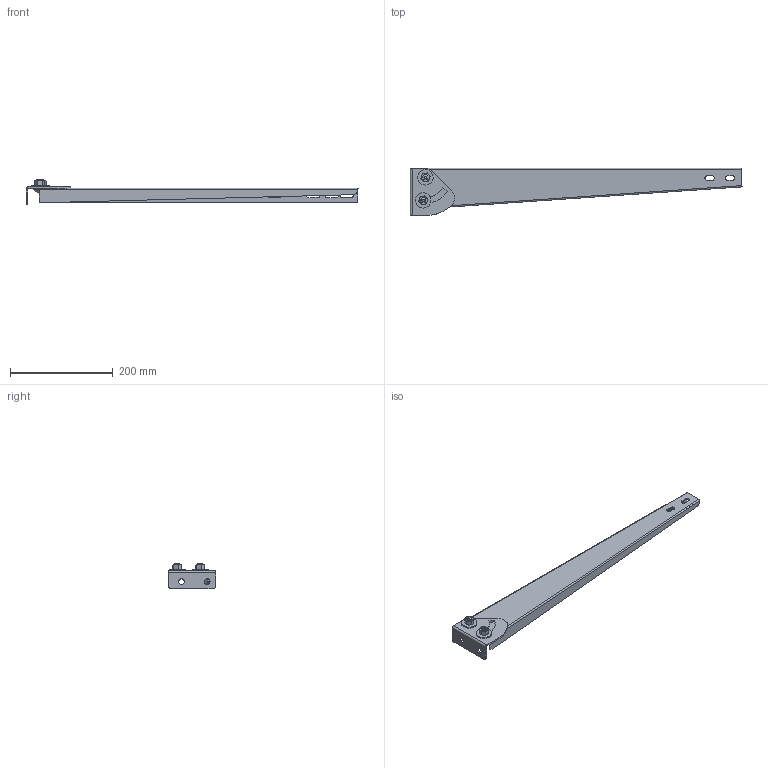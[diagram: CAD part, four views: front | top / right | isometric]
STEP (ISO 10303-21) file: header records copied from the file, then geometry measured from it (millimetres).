
FILE_DESCRIPTION(/* description */ (''),/* implementation_level */ '2;1');
FILE_NAME(/* name */ 'WU WUO600.stp',/* time_stamp */ '2020-11-18T12:30:22+01:00',/* author */ ('stanislaw.luczak'),/* organization */ (''),/* preprocessor_version */ 'ST-DEVELOPER v18.1',/* originating_system */ 'Autodesk Inventor 2021',/* authorisation */ '');
FILE_SCHEMA (('AP203_CONFIGURATION_CONTROLLED_3D_DESIGN_OF_MECHANICAL_PARTS_AND_ASSEMBLIES_MIM_LF { 1 0 10303 203 3 1 4 }','AUTOMOTIVE_DESIGN { 1 0 10303 214 3 1 1 }'));
Length unit declared in the file: millimetre
Products named in the file (6): WU WUO600; podstawa; wysięg 600; ANSI B18.5.2.1M - M10x1,5 x 20, RHSSNBM; DIN 9021 - 10,5; ANSI B18.2.4.2M - M10x1,5
Assembly tree (8 placements, depth 2):
  WU WUO600
    podstawa
    wysięg 600
    ANSI B18.5.2.1M - M10x1,5 x 20, RHSSNBM  x2
    DIN 9021 - 10,5  x2
    ANSI B18.2.4.2M - M10x1,5  x2
Bounding box: 645.58 x 92.04 x 50 mm (x, y, z)
Volume: 156820.4 mm3; surface area: 151192.2 mm2
Topology: 8 solids, 8 shells, 249 faces, 651 edges, 420 vertices
Faces by surface type: plane 126, cylinder 88, cone 32, sphere 2, bspline 1
Full cylindrical faces by diameter (mm): 8.376 x2, 10 x2, 10.5 x2, 11 x2, 13 x1, 22.3 x2, 30 x2
Entity records: 6955 total; most frequent: CARTESIAN_POINT 1250, DIRECTION 1175, ORIENTED_EDGE 1138, EDGE_CURVE 569, AXIS2_PLACEMENT_3D 412, VERTEX_POINT 369, LINE 351, VECTOR 351
